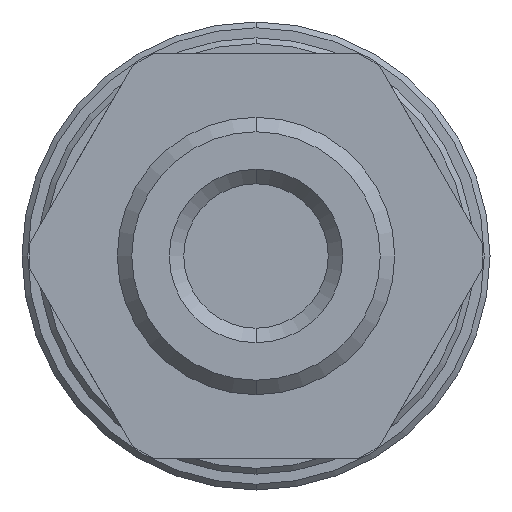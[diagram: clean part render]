
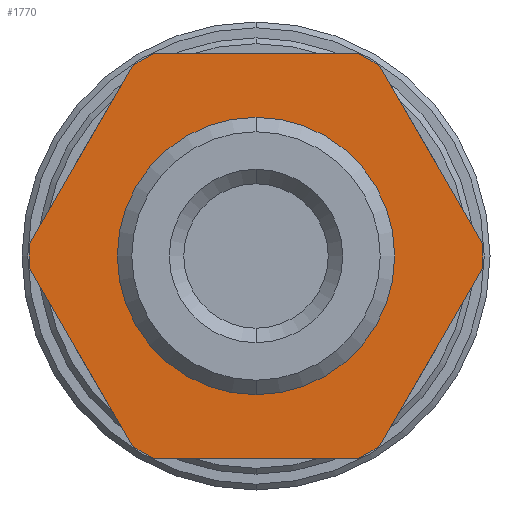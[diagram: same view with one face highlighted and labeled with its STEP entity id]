
A CAD part, front view. The second image highlights one B-rep face of the part: STEP entity #1770.
In plain terms, the highlighted planar face has unit normal (0, -1, 0).
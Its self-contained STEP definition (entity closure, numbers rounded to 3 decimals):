
#22 = CARTESIAN_POINT ( 'NONE',  ( 3.553, 7., -7. ) ) ;
#35 = ORIENTED_EDGE ( 'NONE', *, *, #471, .T. ) ;
#61 = VERTEX_POINT ( 'NONE', #142 ) ;
#105 = CARTESIAN_POINT ( 'NONE',  ( -3.553, 7., 7. ) ) ;
#137 = VECTOR ( 'NONE', #2237, 1000. ) ;
#141 = ORIENTED_EDGE ( 'NONE', *, *, #1879, .F. ) ;
#142 = CARTESIAN_POINT ( 'NONE',  ( -7.839, 7., 0.423 ) ) ;
#151 = VERTEX_POINT ( 'NONE', #675 ) ;
#176 = CARTESIAN_POINT ( 'NONE',  ( 0., 7., 4.8 ) ) ;
#193 = AXIS2_PLACEMENT_3D ( 'NONE', #2068, #676, #1531 ) ;
#199 = ORIENTED_EDGE ( 'NONE', *, *, #2226, .F. ) ;
#201 = VECTOR ( 'NONE', #420, 1000. ) ;
#215 = LINE ( 'NONE', #1491, #1764 ) ;
#221 = CARTESIAN_POINT ( 'NONE',  ( 0., 7., 0. ) ) ;
#230 = VERTEX_POINT ( 'NONE', #1162 ) ;
#262 = ORIENTED_EDGE ( 'NONE', *, *, #2228, .T. ) ;
#275 = CARTESIAN_POINT ( 'NONE',  ( -3.553, 7., -7. ) ) ;
#310 = VECTOR ( 'NONE', #1260, 1000. ) ;
#328 = AXIS2_PLACEMENT_3D ( 'NONE', #2093, #741, #1927 ) ;
#334 = CARTESIAN_POINT ( 'NONE',  ( -7.839, 7., -0.423 ) ) ;
#347 = EDGE_CURVE ( 'NONE', #630, #151, #1722, .T. ) ;
#352 = CARTESIAN_POINT ( 'NONE',  ( -4.286, 7., 6.577 ) ) ;
#358 = DIRECTION ( 'NONE',  ( 0., 0., 1. ) ) ;
#359 = CIRCLE ( 'NONE', #328, 4.8 ) ;
#363 = AXIS2_PLACEMENT_3D ( 'NONE', #1217, #1738, #1730 ) ;
#384 = ORIENTED_EDGE ( 'NONE', *, *, #584, .F. ) ;
#409 = DIRECTION ( 'NONE',  ( 0., 1., 0. ) ) ;
#420 = DIRECTION ( 'NONE',  ( 1., 0., 0. ) ) ;
#423 = DIRECTION ( 'NONE',  ( 0., 1., 0. ) ) ;
#471 = EDGE_CURVE ( 'NONE', #2016, #2021, #796, .T. ) ;
#489 = CARTESIAN_POINT ( 'NONE',  ( 7.85, 7., 0. ) ) ;
#522 = PLANE ( 'NONE',  #1248 ) ;
#524 = FACE_BOUND ( 'NONE', #545, .T. ) ;
#545 = EDGE_LOOP ( 'NONE', ( #35, #940 ) ) ;
#555 = CIRCLE ( 'NONE', #575, 7.85 ) ;
#575 = AXIS2_PLACEMENT_3D ( 'NONE', #1130, #1305, #974 ) ;
#578 = ORIENTED_EDGE ( 'NONE', *, *, #1074, .T. ) ;
#584 = EDGE_CURVE ( 'NONE', #1643, #1756, #1516, .T. ) ;
#599 = LINE ( 'NONE', #1783, #310 ) ;
#603 = AXIS2_PLACEMENT_3D ( 'NONE', #221, #409, #748 ) ;
#611 = CARTESIAN_POINT ( 'NONE',  ( 4.286, 7., -6.577 ) ) ;
#612 = CIRCLE ( 'NONE', #2193, 7.85 ) ;
#630 = VERTEX_POINT ( 'NONE', #611 ) ;
#675 = CARTESIAN_POINT ( 'NONE',  ( 7.839, 7., -0.423 ) ) ;
#676 = DIRECTION ( 'NONE',  ( 0., 1., 0. ) ) ;
#719 = DIRECTION ( 'NONE',  ( 0., 1., 0. ) ) ;
#741 = DIRECTION ( 'NONE',  ( 0., 1., 0. ) ) ;
#748 = DIRECTION ( 'NONE',  ( 0., 0., 1. ) ) ;
#791 = DIRECTION ( 'NONE',  ( 0., 0., 1. ) ) ;
#795 = EDGE_LOOP ( 'NONE', ( #1507, #199, #262, #1942, #1960, #141, #578, #1839, #1941, #384, #1440, #1938 ) ) ;
#796 = CIRCLE ( 'NONE', #603, 4.8 ) ;
#809 = LINE ( 'NONE', #1979, #2084 ) ;
#811 = CIRCLE ( 'NONE', #193, 7.85 ) ;
#924 = CIRCLE ( 'NONE', #1207, 7.85 ) ;
#940 = ORIENTED_EDGE ( 'NONE', *, *, #2111, .T. ) ;
#974 = DIRECTION ( 'NONE',  ( 0., 0., 1. ) ) ;
#1003 = LINE ( 'NONE', #2147, #2098 ) ;
#1026 = DIRECTION ( 'NONE',  ( 0., 0., 1. ) ) ;
#1074 = EDGE_CURVE ( 'NONE', #1881, #61, #1003, .T. ) ;
#1130 = CARTESIAN_POINT ( 'NONE',  ( 0., 7., 0. ) ) ;
#1132 = EDGE_CURVE ( 'NONE', #1999, #1756, #599, .T. ) ;
#1162 = CARTESIAN_POINT ( 'NONE',  ( 3.553, 7., 7. ) ) ;
#1204 = FACE_OUTER_BOUND ( 'NONE', #795, .T. ) ;
#1207 = AXIS2_PLACEMENT_3D ( 'NONE', #1894, #719, #358 ) ;
#1217 = CARTESIAN_POINT ( 'NONE',  ( 0., 7., 0. ) ) ;
#1248 = AXIS2_PLACEMENT_3D ( 'NONE', #489, #1521, #1026 ) ;
#1260 = DIRECTION ( 'NONE',  ( 0.5, 0., -0.866 ) ) ;
#1280 = CARTESIAN_POINT ( 'NONE',  ( -4.041, 7., -7. ) ) ;
#1305 = DIRECTION ( 'NONE',  ( 0., 1., 0. ) ) ;
#1311 = CIRCLE ( 'NONE', #363, 7.85 ) ;
#1390 = CARTESIAN_POINT ( 'NONE',  ( 4.286, 7., 6.577 ) ) ;
#1440 = ORIENTED_EDGE ( 'NONE', *, *, #1601, .T. ) ;
#1485 = CARTESIAN_POINT ( 'NONE',  ( 7.839, 7., 0.423 ) ) ;
#1491 = CARTESIAN_POINT ( 'NONE',  ( 4.041, 7., 7. ) ) ;
#1507 = ORIENTED_EDGE ( 'NONE', *, *, #347, .T. ) ;
#1516 = CIRCLE ( 'NONE', #1709, 7.85 ) ;
#1521 = DIRECTION ( 'NONE',  ( 0., 1., 0. ) ) ;
#1531 = DIRECTION ( 'NONE',  ( 0., 0., 1. ) ) ;
#1600 = DIRECTION ( 'NONE',  ( -0.5, 0., 0.866 ) ) ;
#1601 = EDGE_CURVE ( 'NONE', #1643, #2072, #1802, .T. ) ;
#1611 = DIRECTION ( 'NONE',  ( 0., 1., 0. ) ) ;
#1638 = VERTEX_POINT ( 'NONE', #105 ) ;
#1643 = VERTEX_POINT ( 'NONE', #275 ) ;
#1649 = VERTEX_POINT ( 'NONE', #1485 ) ;
#1672 = EDGE_CURVE ( 'NONE', #230, #1638, #215, .T. ) ;
#1709 = AXIS2_PLACEMENT_3D ( 'NONE', #1814, #423, #791 ) ;
#1722 = LINE ( 'NONE', #1731, #137 ) ;
#1730 = DIRECTION ( 'NONE',  ( 0., 0., 1. ) ) ;
#1731 = CARTESIAN_POINT ( 'NONE',  ( 4.041, 7., -7. ) ) ;
#1738 = DIRECTION ( 'NONE',  ( 0., 1., 0. ) ) ;
#1755 = EDGE_CURVE ( 'NONE', #1999, #61, #811, .T. ) ;
#1756 = VERTEX_POINT ( 'NONE', #2042 ) ;
#1764 = VECTOR ( 'NONE', #1858, 1000. ) ;
#1770 = ADVANCED_FACE ( 'NONE', ( #524, #1204 ), #522, .F. ) ;
#1783 = CARTESIAN_POINT ( 'NONE',  ( -8.083, 7., 0. ) ) ;
#1802 = LINE ( 'NONE', #1280, #201 ) ;
#1803 = CARTESIAN_POINT ( 'NONE',  ( 0., 7., 0. ) ) ;
#1814 = CARTESIAN_POINT ( 'NONE',  ( 0., 7., 0. ) ) ;
#1839 = ORIENTED_EDGE ( 'NONE', *, *, #1755, .F. ) ;
#1858 = DIRECTION ( 'NONE',  ( -1., 0., 0. ) ) ;
#1873 = CARTESIAN_POINT ( 'NONE',  ( 0., 7., -4.8 ) ) ;
#1879 = EDGE_CURVE ( 'NONE', #1881, #1638, #1311, .T. ) ;
#1881 = VERTEX_POINT ( 'NONE', #352 ) ;
#1888 = EDGE_CURVE ( 'NONE', #630, #2072, #924, .T. ) ;
#1894 = CARTESIAN_POINT ( 'NONE',  ( 0., 7., 0. ) ) ;
#1927 = DIRECTION ( 'NONE',  ( 0., 0., 1. ) ) ;
#1938 = ORIENTED_EDGE ( 'NONE', *, *, #1888, .F. ) ;
#1941 = ORIENTED_EDGE ( 'NONE', *, *, #1132, .T. ) ;
#1942 = ORIENTED_EDGE ( 'NONE', *, *, #2116, .F. ) ;
#1950 = DIRECTION ( 'NONE',  ( 0., 0., 1. ) ) ;
#1957 = DIRECTION ( 'NONE',  ( -0.5, 0., -0.866 ) ) ;
#1960 = ORIENTED_EDGE ( 'NONE', *, *, #1672, .T. ) ;
#1969 = VERTEX_POINT ( 'NONE', #1390 ) ;
#1979 = CARTESIAN_POINT ( 'NONE',  ( 8.083, 7., 0. ) ) ;
#1999 = VERTEX_POINT ( 'NONE', #334 ) ;
#2016 = VERTEX_POINT ( 'NONE', #176 ) ;
#2021 = VERTEX_POINT ( 'NONE', #1873 ) ;
#2042 = CARTESIAN_POINT ( 'NONE',  ( -4.286, 7., -6.577 ) ) ;
#2068 = CARTESIAN_POINT ( 'NONE',  ( 0., 7., 0. ) ) ;
#2072 = VERTEX_POINT ( 'NONE', #22 ) ;
#2084 = VECTOR ( 'NONE', #1600, 1000. ) ;
#2093 = CARTESIAN_POINT ( 'NONE',  ( 0., 7., 0. ) ) ;
#2098 = VECTOR ( 'NONE', #1957, 1000. ) ;
#2111 = EDGE_CURVE ( 'NONE', #2021, #2016, #359, .T. ) ;
#2116 = EDGE_CURVE ( 'NONE', #230, #1969, #612, .T. ) ;
#2147 = CARTESIAN_POINT ( 'NONE',  ( -4.041, 7., 7. ) ) ;
#2193 = AXIS2_PLACEMENT_3D ( 'NONE', #1803, #1611, #1950 ) ;
#2226 = EDGE_CURVE ( 'NONE', #1649, #151, #555, .T. ) ;
#2228 = EDGE_CURVE ( 'NONE', #1649, #1969, #809, .T. ) ;
#2237 = DIRECTION ( 'NONE',  ( 0.5, 0., 0.866 ) ) ;
